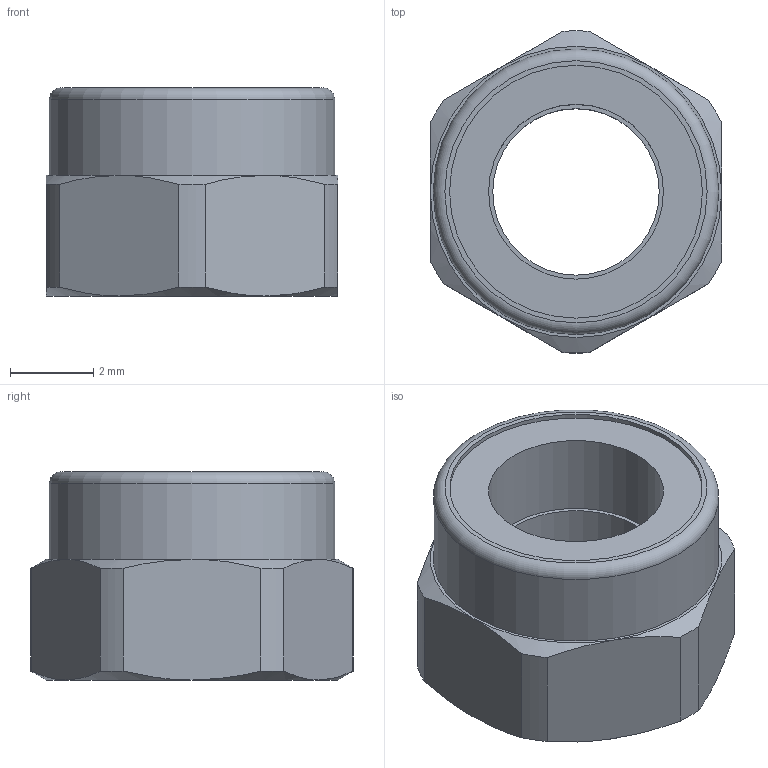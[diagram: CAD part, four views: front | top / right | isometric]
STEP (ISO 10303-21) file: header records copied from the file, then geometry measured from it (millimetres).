
FILE_DESCRIPTION(/* description */ (''),/* implementation_level */ '2;1');
FILE_NAME(/* name */ 'Matrix_11-4503.ipt.stp',/* time_stamp */ '2014-12-18T17:43:52-08:00',/* author */ ('Autodesk Inc.'),/* organization */ ('Autodesk Inc.'),/* preprocessor_version */ 'ST-DEVELOPER v15.6',/* originating_system */ 'Autodesk Inventor 2015',/* authorisation */ '');
FILE_SCHEMA (('AUTOMOTIVE_DESIGN { 1 0 10303 214 3 1 1 }'));
Length unit declared in the file: millimetre
Products named in the file (1): Matrix_11-4503
Bounding box: 7 x 7.74 x 5 mm (x, y, z)
Volume: 130.9 mm3; surface area: 229.3 mm2
Topology: 1 solids, 1 shells, 35 faces, 76 edges, 46 vertices
Faces by surface type: cone 13, plane 11, cylinder 10, torus 1
Full cylindrical faces by diameter (mm): 4 x1, 4.2 x1, 6.076 x1, 6.86 x1
Entity records: 935 total; most frequent: CARTESIAN_POINT 200, DIRECTION 152, ORIENTED_EDGE 140, EDGE_CURVE 70, AXIS2_PLACEMENT_3D 70, EDGE_LOOP 46, VERTEX_POINT 46, FACE_OUTER_BOUND 35
